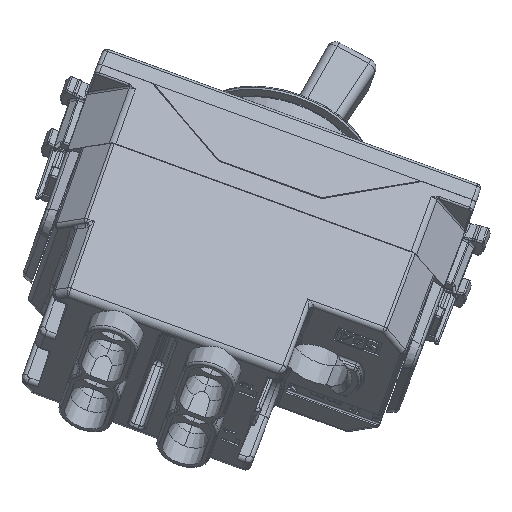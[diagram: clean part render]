
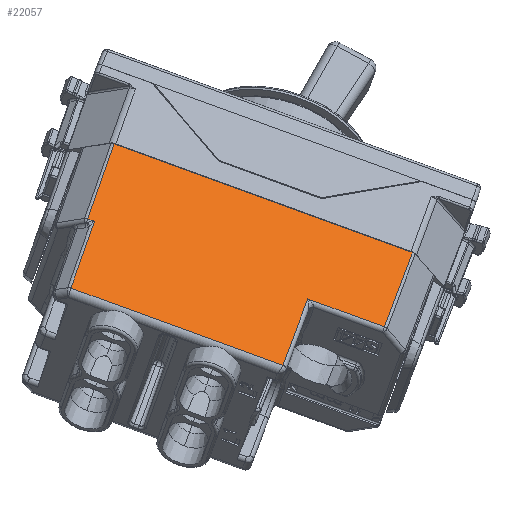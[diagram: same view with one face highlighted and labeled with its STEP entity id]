
A CAD part, left-side view. The second image highlights one B-rep face of the part: STEP entity #22057.
In plain terms, the highlighted face is planar.
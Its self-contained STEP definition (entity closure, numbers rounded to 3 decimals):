
#9734=CARTESIAN_POINT('Vertex',(-11.175,17.693,18.1)) ;
#9737=CARTESIAN_POINT('Line Origine',(-11.175,0.,18.1)) ;
#9741=CARTESIAN_POINT('Vertex',(-11.175,-17.693,18.1)) ;
#17622=CARTESIAN_POINT('Vertex',(-11.,-8.422,-1.907)) ;
#17681=CARTESIAN_POINT('Vertex',(-11.,16.715,-1.907)) ;
#17941=CARTESIAN_POINT('Line Origine',(-11.,0.,-1.907)) ;
#21598=CARTESIAN_POINT('Line Origine',(-11.084,-17.602,7.701)) ;
#21602=CARTESIAN_POINT('Vertex',(-11.082,-17.6,7.496)) ;
#21900=CARTESIAN_POINT('Line Origine',(-11.084,17.602,7.7)) ;
#21904=CARTESIAN_POINT('Vertex',(-11.082,17.6,7.496)) ;
#22020=CARTESIAN_POINT('Axis2P3D Location',(-11.175,0.,18.1)) ;
#22026=CARTESIAN_POINT('Control Point',(-11.,-8.422,-1.907)) ;
#22027=CARTESIAN_POINT('Control Point',(-11.082,-8.504,7.496)) ;
#22028=CARTESIAN_POINT('Vertex',(-11.082,-8.504,7.496)) ;
#22031=CARTESIAN_POINT('Line Origine',(-11.082,0.,7.496)) ;
#22036=CARTESIAN_POINT('Line Origine',(-11.082,0.,7.496)) ;
#22040=CARTESIAN_POINT('Vertex',(-11.082,16.797,7.496)) ;
#22044=CARTESIAN_POINT('Control Point',(-11.,16.715,-1.907)) ;
#22045=CARTESIAN_POINT('Control Point',(-11.082,16.797,7.496)) ;
#9738=DIRECTION('Vector Direction',(0.,-1.,0.)) ;
#17942=DIRECTION('Vector Direction',(0.,-1.,0.)) ;
#21599=DIRECTION('Vector Direction',(-0.009,-0.009,1.)) ;
#21901=DIRECTION('Vector Direction',(0.009,-0.009,-1.)) ;
#22021=DIRECTION('Axis2P3D Direction',(-1.,-0.,-0.009)) ;
#22022=DIRECTION('Axis2P3D XDirection',(0.,-1.,0.)) ;
#22032=DIRECTION('Vector Direction',(0.,-1.,0.)) ;
#22037=DIRECTION('Vector Direction',(0.,-1.,0.)) ;
#22023=AXIS2_PLACEMENT_3D('Plane Axis2P3D',#22020,#22021,#22022) ;
#22048=ORIENTED_EDGE('',*,*,#17945,.F.) ;
#22049=ORIENTED_EDGE('',*,*,#22030,.T.) ;
#22050=ORIENTED_EDGE('',*,*,#22035,.F.) ;
#22051=ORIENTED_EDGE('',*,*,#21604,.T.) ;
#22052=ORIENTED_EDGE('',*,*,#9743,.F.) ;
#22053=ORIENTED_EDGE('',*,*,#21906,.T.) ;
#22054=ORIENTED_EDGE('',*,*,#22042,.T.) ;
#22055=ORIENTED_EDGE('',*,*,#22046,.T.) ;
#9739=VECTOR('Line Direction',#9738,1.) ;
#17943=VECTOR('Line Direction',#17942,1.) ;
#21600=VECTOR('Line Direction',#21599,1.) ;
#21902=VECTOR('Line Direction',#21901,1.) ;
#22033=VECTOR('Line Direction',#22032,1.) ;
#22038=VECTOR('Line Direction',#22037,1.) ;
#22057=ADVANCED_FACE('PartBody',(#22056),#22024,.T.) ;
#22025=B_SPLINE_CURVE_WITH_KNOTS('',1,(#22026,#22027),.UNSPECIFIED.,.F.,.U.,(2,2),(-9.608,-0.204),.UNSPECIFIED.) ;
#22043=B_SPLINE_CURVE_WITH_KNOTS('',1,(#22044,#22045),.UNSPECIFIED.,.F.,.U.,(2,2),(-9.608,-0.204),.UNSPECIFIED.) ;
#9743=EDGE_CURVE('',#9735,#9742,#9740,.T.) ;
#17945=EDGE_CURVE('',#17623,#17682,#17944,.F.) ;
#21604=EDGE_CURVE('',#21603,#9742,#21601,.T.) ;
#21906=EDGE_CURVE('',#9735,#21905,#21903,.T.) ;
#22030=EDGE_CURVE('',#17623,#22029,#22025,.T.) ;
#22035=EDGE_CURVE('',#21603,#22029,#22034,.F.) ;
#22042=EDGE_CURVE('',#21905,#22041,#22039,.T.) ;
#22046=EDGE_CURVE('',#22041,#17682,#22043,.F.) ;
#22047=EDGE_LOOP('',(#22048,#22049,#22050,#22051,#22052,#22053,#22054,#22055)) ;
#22056=FACE_OUTER_BOUND('',#22047,.T.) ;
#9740=LINE('Line',#9737,#9739) ;
#17944=LINE('Line',#17941,#17943) ;
#21601=LINE('Line',#21598,#21600) ;
#21903=LINE('Line',#21900,#21902) ;
#22034=LINE('Line',#22031,#22033) ;
#22039=LINE('Line',#22036,#22038) ;
#22024=PLANE('',#22023) ;
#9735=VERTEX_POINT('',#9734) ;
#9742=VERTEX_POINT('',#9741) ;
#17623=VERTEX_POINT('',#17622) ;
#17682=VERTEX_POINT('',#17681) ;
#21603=VERTEX_POINT('',#21602) ;
#21905=VERTEX_POINT('',#21904) ;
#22029=VERTEX_POINT('',#22028) ;
#22041=VERTEX_POINT('',#22040) ;
